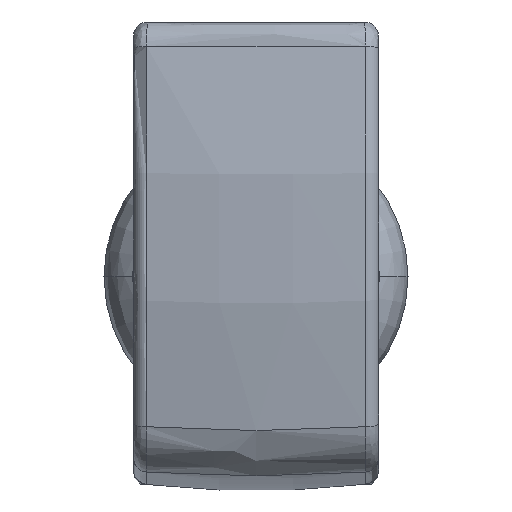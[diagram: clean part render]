
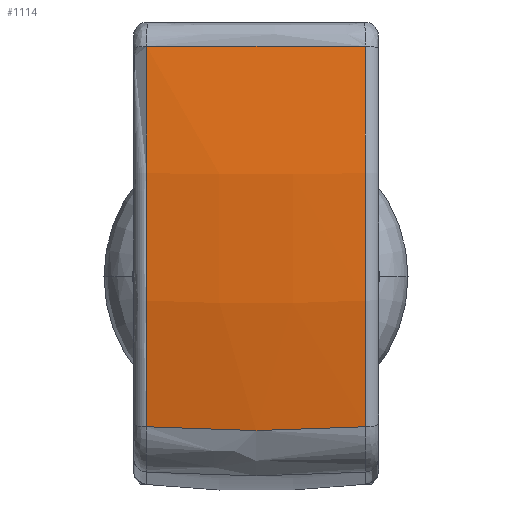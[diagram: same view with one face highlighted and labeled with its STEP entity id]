
A CAD part, left-side view. The second image highlights one B-rep face of the part: STEP entity #1114.
In plain terms, the highlighted free-form (B-spline) face has degree [3, 3] with [4, 4] control points.
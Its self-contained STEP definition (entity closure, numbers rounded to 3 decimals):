
#194=CARTESIAN_POINT('',(-0.305,-5.758,
-1.284));
#309=CARTESIAN_POINT('',(58.85,5.758,-9.9));
#310=DIRECTION('',(0.,1.,0.));
#311=DIRECTION('',(-0.982,0.,-0.191));
#312=AXIS2_PLACEMENT_3D('',#309,#310,#311);
#314=CARTESIAN_POINT('',(-0.305,5.758,
-1.284));
#315=CARTESIAN_POINT('',(-0.347,5.21,
-1.284));
#316=CARTESIAN_POINT('',(-0.42,4.113,
-1.285));
#317=CARTESIAN_POINT('',(-0.493,2.468,
-1.285));
#318=CARTESIAN_POINT('',(-0.53,0.823,
-1.285));
#319=CARTESIAN_POINT('',(-0.53,-0.823,
-1.285));
#320=CARTESIAN_POINT('',(-0.493,-2.468,
-1.285));
#321=CARTESIAN_POINT('',(-0.42,-4.113,
-1.285));
#322=CARTESIAN_POINT('',(-0.347,-5.21,
-1.284));
#323=CARTESIAN_POINT('',(-0.305,-5.758,
-1.284));
#325=CARTESIAN_POINT('',(58.85,-5.758,-9.9));
#326=DIRECTION('',(0.,-1.,0.));
#327=DIRECTION('',(-0.99,0.,0.144));
#328=AXIS2_PLACEMENT_3D('',#325,#326,#327);
#330=CARTESIAN_POINT('',(0.169,-5.758,
-21.302));
#331=CARTESIAN_POINT('',(0.086,-4.478,
-21.391));
#332=CARTESIAN_POINT('',(-0.025,-1.915,
-21.508));
#333=CARTESIAN_POINT('',(-0.025,1.915,
-21.508));
#334=CARTESIAN_POINT('',(0.086,4.478,-21.391));
#335=CARTESIAN_POINT('',(0.169,5.758,-21.302));
#508=CARTESIAN_POINT('',(0.169,5.758,-21.302));
#797=VERTEX_POINT('',#508);
#798=CARTESIAN_POINT('',(-0.305,5.758,
-1.284));
#799=VERTEX_POINT('',#798);
#801=VERTEX_POINT('',#194);
#804=CARTESIAN_POINT('',(0.169,-5.758,
-21.302));
#805=VERTEX_POINT('',#804);
#1089=CARTESIAN_POINT('',(-0.305,5.758,
-1.284));
#1090=CARTESIAN_POINT('',(-0.597,1.923,
-1.242));
#1091=CARTESIAN_POINT('',(-0.597,-1.923,
-1.242));
#1092=CARTESIAN_POINT('',(-0.305,-5.758,
-1.284));
#1093=CARTESIAN_POINT('',(-1.284,5.758,
-8.007));
#1094=CARTESIAN_POINT('',(-1.581,1.923,
-7.997));
#1095=CARTESIAN_POINT('',(-1.581,-1.923,
-7.997));
#1096=CARTESIAN_POINT('',(-1.284,-5.758,
-8.007));
#1097=CARTESIAN_POINT('',(-1.114,5.758,
-14.798));
#1098=CARTESIAN_POINT('',(-1.41,1.923,
-14.822));
#1099=CARTESIAN_POINT('',(-1.41,-1.923,
-14.822));
#1100=CARTESIAN_POINT('',(-1.114,-5.758,
-14.798));
#1101=CARTESIAN_POINT('',(0.2,5.758,
-21.463));
#1102=CARTESIAN_POINT('',(-0.089,1.923,
-21.52));
#1103=CARTESIAN_POINT('',(-0.089,-1.923,
-21.52));
#1104=CARTESIAN_POINT('',(0.2,-5.758,
-21.463));
#1105=(BOUNDED_SURFACE()B_SPLINE_SURFACE(3,3,((#1089,#1090,#1091,#1092),(#1093,
#1094,#1095,#1096),(#1097,#1098,#1099,#1100),(#1101,#1102,#1103,#1104)),
.UNSPECIFIED.,.F.,.F.,.F.)B_SPLINE_SURFACE_WITH_KNOTS((4,4),(4,4),(0.,1.),(
0.,1.),.UNSPECIFIED.)GEOMETRIC_REPRESENTATION_ITEM()RATIONAL_B_SPLINE_SURFACE(((1.009,1.007,1.007,1.009),(
0.999,0.997,0.997,0.999),(
0.999,0.997,0.997,0.999),(
1.009,1.007,1.007,1.009)))REPRESENTATION_ITEM('')SURFACE());
#1106=ORIENTED_EDGE('',*,*,#1074,.T.);
#1107=ORIENTED_EDGE('',*,*,#965,.T.);
#1109=ORIENTED_EDGE('',*,*,#1108,.T.);
#1111=ORIENTED_EDGE('',*,*,#1110,.T.);
#1112=EDGE_LOOP('',(#1106,#1107,#1109,#1111));
#1113=FACE_OUTER_BOUND('',#1112,.F.);
#1114=ADVANCED_FACE('',(#1113),#1105,.T.);
#313=CIRCLE('',#312,59.779);
#324=B_SPLINE_CURVE_WITH_KNOTS('',3,(#314,#315,#316,#317,#318,#319,#320,#321,
#322,#323),.UNSPECIFIED.,.F.,.F.,(4,1,1,1,1,1,1,4),(0.,0.143,
0.286,0.429,0.571,0.714,
0.857,1.),.UNSPECIFIED.);
#329=CIRCLE('',#328,59.779);
#336=B_SPLINE_CURVE_WITH_KNOTS('',3,(#330,#331,#332,#333,#334,#335),
.UNSPECIFIED.,.F.,.F.,(4,1,1,4),(0.,0.333,0.667,1.),
.UNSPECIFIED.);
#965=EDGE_CURVE('',#799,#801,#324,.T.);
#1074=EDGE_CURVE('',#797,#799,#313,.T.);
#1108=EDGE_CURVE('',#801,#805,#329,.T.);
#1110=EDGE_CURVE('',#805,#797,#336,.T.);
